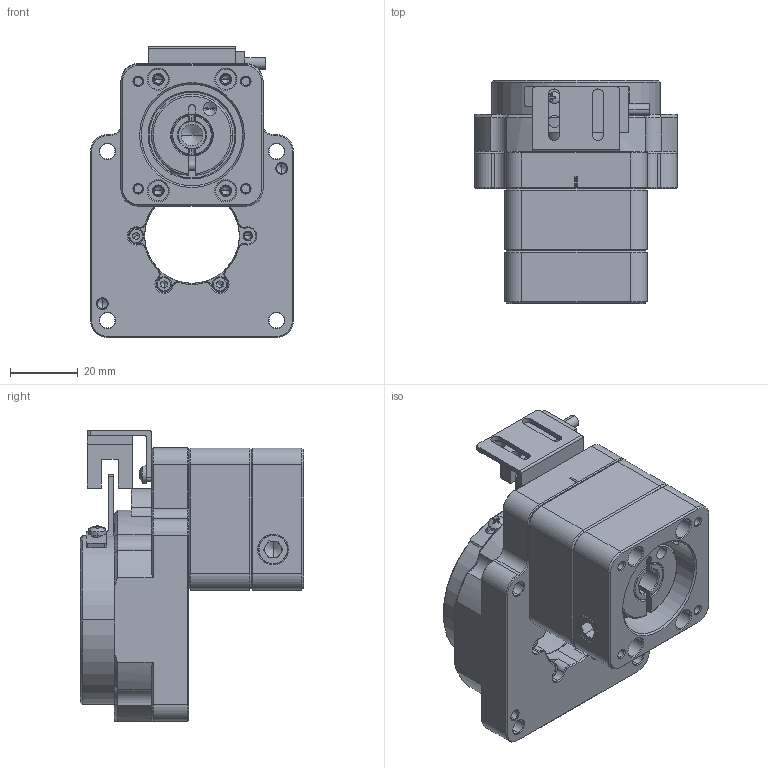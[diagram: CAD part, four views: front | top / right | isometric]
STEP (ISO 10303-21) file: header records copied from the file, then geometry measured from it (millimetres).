
FILE_DESCRIPTION (( 'STEP AP203' ), '1' );
FILE_NAME ('GN60-10-SC-V1.step', '2022-05-21T07:41:58', ( 'Microsoft' ), ( 'Microsoft' ), 'SwSTEP 2.0', 'SolidWorks 2019', '' );
FILE_SCHEMA (( 'CONFIG_CONTROL_DESIGN' ));
Products named in the file (2): GN60-10-SC-V1
Bounding box: 60 x 66 x 86 mm (x, y, z)
Volume: 118524.8 mm3; surface area: 59151.1 mm2
Topology: 24 solids, 24 shells, 1302 faces, 3119 edges, 1883 vertices
Faces by surface type: plane 423, cylinder 383, cone 363, bspline 97, torus 28, sphere 8
Entity records: 45439 total; most frequent: CARTESIAN_POINT 15386, DIRECTION 6356, ORIENTED_EDGE 6082, EDGE_CURVE 3041, AXIS2_PLACEMENT_3D 2437, VERTEX_POINT 1883, VECTOR 1482, EDGE_LOOP 1482
